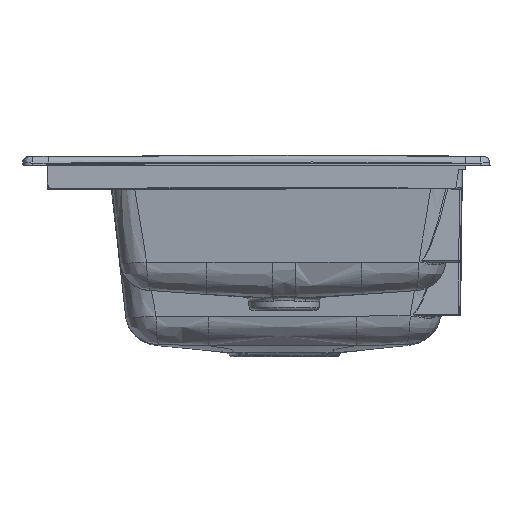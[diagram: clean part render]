
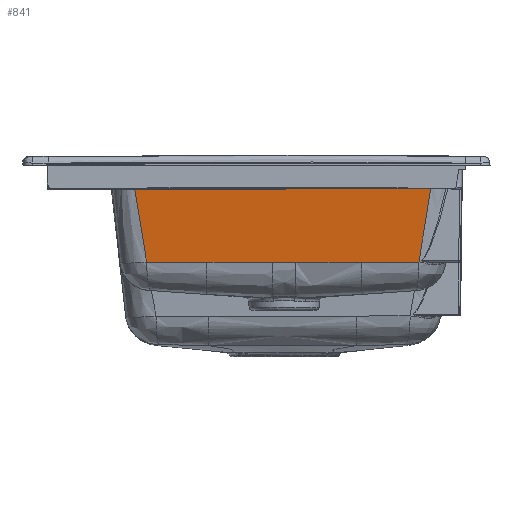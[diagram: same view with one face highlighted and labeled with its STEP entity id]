
A CAD part, left-side view. The second image highlights one B-rep face of the part: STEP entity #841.
In plain terms, the highlighted planar face has unit normal (-0.995, 0, -0.105).
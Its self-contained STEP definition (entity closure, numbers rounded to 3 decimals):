
#162=PLANE('',#6250);
#841=ADVANCED_FACE('',(#1349),#162,.T.);
#1349=FACE_OUTER_BOUND('',#1760,.T.);
#1760=EDGE_LOOP('',(#3179,#3180,#3181,#3182,#3183,#3184,#3185,#3186));
#3179=ORIENTED_EDGE('',*,*,#5015,.T.);
#3180=ORIENTED_EDGE('',*,*,#5145,.F.);
#3181=ORIENTED_EDGE('',*,*,#5146,.T.);
#3182=ORIENTED_EDGE('',*,*,#5023,.T.);
#3183=ORIENTED_EDGE('',*,*,#5013,.T.);
#3184=ORIENTED_EDGE('',*,*,#5011,.T.);
#3185=ORIENTED_EDGE('',*,*,#5007,.T.);
#3186=ORIENTED_EDGE('',*,*,#5004,.T.);
#4156=VERTEX_POINT('',#18793);
#4222=VERTEX_POINT('',#20981);
#4226=VERTEX_POINT('',#21016);
#4229=VERTEX_POINT('',#21297);
#4231=VERTEX_POINT('',#21414);
#4232=VERTEX_POINT('',#21701);
#4237=VERTEX_POINT('',#21931);
#4312=VERTEX_POINT('',#24362);
#5004=EDGE_CURVE('',#4222,#4226,#5850,.T.);
#5007=EDGE_CURVE('',#4229,#4222,#5853,.T.);
#5011=EDGE_CURVE('',#4231,#4229,#5857,.T.);
#5013=EDGE_CURVE('',#4156,#4231,#5859,.T.);
#5015=EDGE_CURVE('',#4226,#4232,#5861,.T.);
#5023=EDGE_CURVE('',#4237,#4156,#5865,.T.);
#5145=EDGE_CURVE('',#4312,#4232,#5960,.T.);
#5146=EDGE_CURVE('',#4312,#4237,#5961,.T.);
#5850=B_SPLINE_CURVE_WITH_KNOTS('',3,(#21017,#21018,#21019,#21020),
 .UNSPECIFIED.,.F.,.F.,(4,4),(0.,1.),.UNSPECIFIED.);
#5853=B_SPLINE_CURVE_WITH_KNOTS('',3,(#21293,#21294,#21295,#21296),
 .UNSPECIFIED.,.F.,.F.,(4,4),(0.,1.),.UNSPECIFIED.);
#5857=B_SPLINE_CURVE_WITH_KNOTS('',3,(#21410,#21411,#21412,#21413),
 .UNSPECIFIED.,.F.,.F.,(4,4),(0.,1.),.UNSPECIFIED.);
#5859=B_SPLINE_CURVE_WITH_KNOTS('',3,(#21645,#21646,#21647,#21648),
 .UNSPECIFIED.,.F.,.F.,(4,4),(0.,1.),.UNSPECIFIED.);
#5861=B_SPLINE_CURVE_WITH_KNOTS('',3,(#21702,#21703,#21704,#21705),
 .UNSPECIFIED.,.F.,.F.,(4,4),(0.,1.),.UNSPECIFIED.);
#5865=B_SPLINE_CURVE_WITH_KNOTS('',3,(#21927,#21928,#21929,#21930),
 .UNSPECIFIED.,.F.,.F.,(4,4),(0.,1.),.UNSPECIFIED.);
#5960=B_SPLINE_CURVE_WITH_KNOTS('',3,(#24358,#24359,#24360,#24361),
 .UNSPECIFIED.,.F.,.F.,(4,4),(0.,1.),.UNSPECIFIED.);
#5961=B_SPLINE_CURVE_WITH_KNOTS('',3,(#24363,#24364,#24365,#24366,#24367,
#24368,#24369),.UNSPECIFIED.,.F.,.F.,(4,3,4),(0.,0.5,1.),
 .UNSPECIFIED.);
#6250=AXIS2_PLACEMENT_3D('',#24370,#6509,#6510);
#6509=DIRECTION('',(-0.995,0.,-0.105));
#6510=DIRECTION('',(-0.104,-0.087,0.991));
#18793=CARTESIAN_POINT('',(-68.993,149.928,-115.629));
#20981=CARTESIAN_POINT('',(-68.981,-12.568,-115.743));
#21016=CARTESIAN_POINT('',(-68.975,-84.226,-115.793));
#21017=CARTESIAN_POINT('',(-68.981,-12.568,-115.743));
#21018=CARTESIAN_POINT('',(-68.979,-36.454,-115.76));
#21019=CARTESIAN_POINT('',(-68.977,-60.34,-115.777));
#21020=CARTESIAN_POINT('',(-68.975,-84.226,-115.793));
#21293=CARTESIAN_POINT('',(-68.982,12.526,-115.725));
#21294=CARTESIAN_POINT('',(-68.982,4.161,-115.731));
#21295=CARTESIAN_POINT('',(-68.981,-4.204,-115.737));
#21296=CARTESIAN_POINT('',(-68.981,-12.568,-115.743));
#21297=CARTESIAN_POINT('',(-68.982,12.528,-115.725));
#21410=CARTESIAN_POINT('',(-68.988,84.192,-115.675));
#21411=CARTESIAN_POINT('',(-68.986,60.304,-115.692));
#21412=CARTESIAN_POINT('',(-68.984,36.416,-115.709));
#21413=CARTESIAN_POINT('',(-68.982,12.527,-115.725));
#21414=CARTESIAN_POINT('',(-68.988,84.192,-115.675));
#21645=CARTESIAN_POINT('',(-68.993,149.928,-115.629));
#21646=CARTESIAN_POINT('',(-68.991,128.016,-115.644));
#21647=CARTESIAN_POINT('',(-68.989,106.104,-115.66));
#21648=CARTESIAN_POINT('',(-68.988,84.192,-115.675));
#21701=CARTESIAN_POINT('',(-68.971,-146.942,-115.837));
#21702=CARTESIAN_POINT('',(-68.975,-84.226,-115.793));
#21703=CARTESIAN_POINT('',(-68.974,-105.131,-115.808));
#21704=CARTESIAN_POINT('',(-68.972,-126.037,-115.823));
#21705=CARTESIAN_POINT('',(-68.971,-146.942,-115.837));
#21927=CARTESIAN_POINT('',(-77.42,163.023,-35.502));
#21928=CARTESIAN_POINT('',(-74.401,158.434,-64.2));
#21929=CARTESIAN_POINT('',(-71.592,154.069,-90.909));
#21930=CARTESIAN_POINT('',(-68.993,149.928,-115.629));
#21931=CARTESIAN_POINT('',(-77.42,163.023,-35.502));
#24358=CARTESIAN_POINT('',(-77.418,-159.928,-35.515));
#24359=CARTESIAN_POINT('',(-74.602,-155.598,-62.289));
#24360=CARTESIAN_POINT('',(-71.786,-151.269,-89.063));
#24361=CARTESIAN_POINT('',(-68.971,-146.942,-115.837));
#24362=CARTESIAN_POINT('',(-77.418,-159.932,-35.515));
#24363=CARTESIAN_POINT('',(-77.418,-159.932,-35.515));
#24364=CARTESIAN_POINT('',(-77.42,-106.106,-35.494));
#24365=CARTESIAN_POINT('',(-77.423,-52.28,-35.468));
#24366=CARTESIAN_POINT('',(-77.423,1.546,-35.467));
#24367=CARTESIAN_POINT('',(-77.424,55.371,-35.465));
#24368=CARTESIAN_POINT('',(-77.422,109.197,-35.475));
#24369=CARTESIAN_POINT('',(-77.42,163.023,-35.502));
#24370=CARTESIAN_POINT('',(-77.474,164.915,-34.983));
